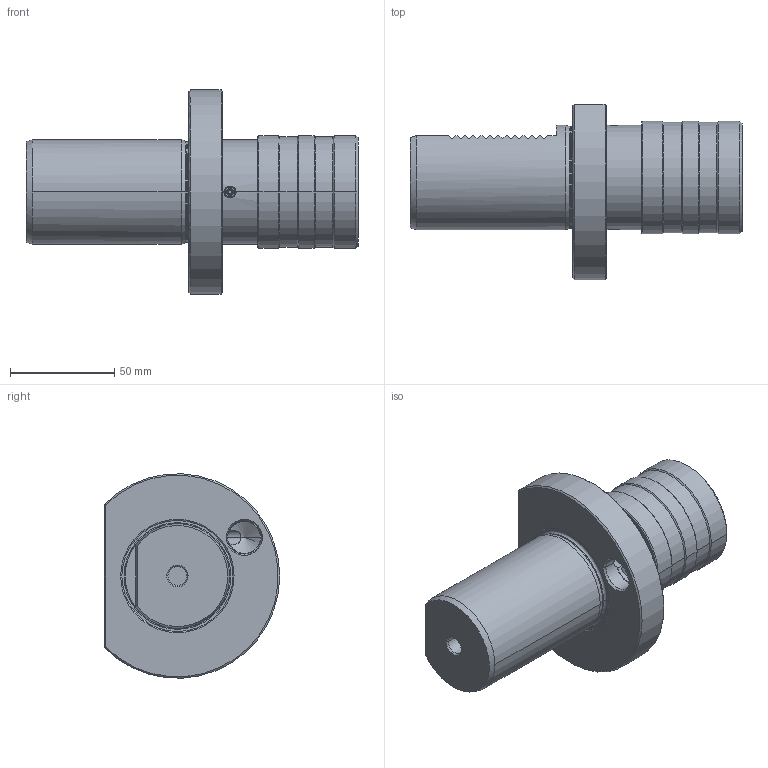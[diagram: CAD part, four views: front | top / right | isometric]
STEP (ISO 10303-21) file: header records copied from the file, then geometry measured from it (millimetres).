
FILE_DESCRIPTION((''),'2;1');
FILE_NAME('VDI50-2','2018-09-05T',('101107'),(''),'CREO PARAMETRIC BY PTC INC, 2015290','CREO PARAMETRIC BY PTC INC, 2015290','');
FILE_SCHEMA(('CONFIG_CONTROL_DESIGN'));
Length unit declared in the file: millimetre
Products named in the file (1): VDI50-2
Bounding box: 159 x 84 x 97.88 mm (x, y, z)
Volume: 350986.2 mm3; surface area: 54731.5 mm2
Topology: 1 solids, 1 shells, 236 faces, 596 edges, 366 vertices
Faces by surface type: plane 95, cylinder 64, cone 56, torus 15, sphere 6
Entity records: 7611 total; most frequent: CARTESIAN_POINT 2099, ORIENTED_EDGE 1176, DIRECTION 1095, EDGE_CURVE 588, AXIS2_PLACEMENT_3D 422, VERTEX_POINT 366, EDGE_LOOP 254, VECTOR 251
